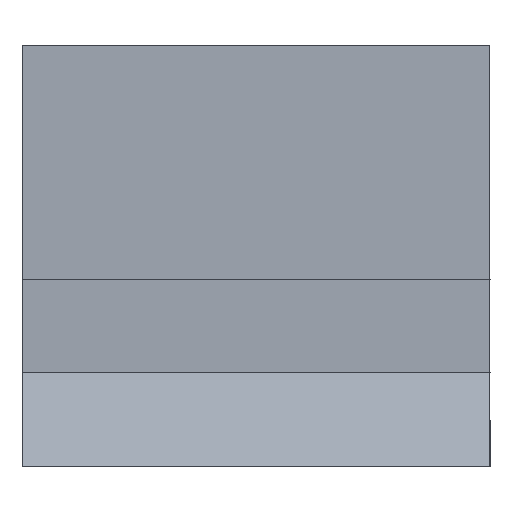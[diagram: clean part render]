
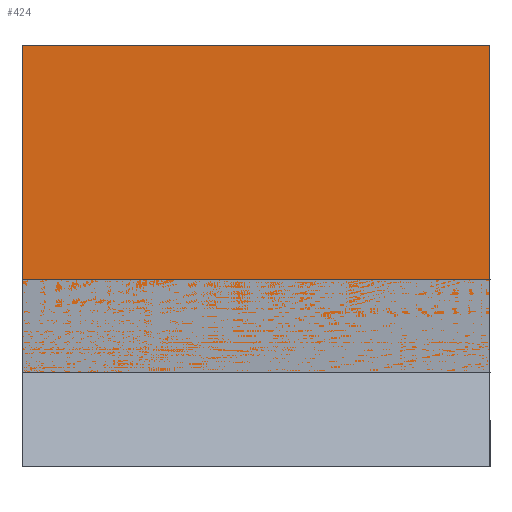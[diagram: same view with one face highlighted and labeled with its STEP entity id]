
A CAD part, left-side view. The second image highlights one B-rep face of the part: STEP entity #424.
In plain terms, the highlighted planar face has unit normal (-1, 0, 0).
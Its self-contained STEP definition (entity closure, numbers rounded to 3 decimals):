
#31=PLANE('',#472);
#70=LINE('',#672,#117);
#71=LINE('',#675,#118);
#72=LINE('',#677,#119);
#73=LINE('',#678,#120);
#117=VECTOR('',#557,10.);
#118=VECTOR('',#560,10.);
#119=VECTOR('',#561,10.);
#120=VECTOR('',#562,10.);
#153=FACE_OUTER_BOUND('',#181,.T.);
#181=EDGE_LOOP('',(#349,#350,#351,#352));
#220=VERTEX_POINT('',#668);
#221=VERTEX_POINT('',#670);
#222=VERTEX_POINT('',#674);
#223=VERTEX_POINT('',#676);
#267=EDGE_CURVE('',#220,#221,#70,.T.);
#268=EDGE_CURVE('',#220,#222,#71,.T.);
#269=EDGE_CURVE('',#223,#221,#72,.T.);
#270=EDGE_CURVE('',#222,#223,#73,.T.);
#349=ORIENTED_EDGE('',*,*,#268,.F.);
#350=ORIENTED_EDGE('',*,*,#267,.T.);
#351=ORIENTED_EDGE('',*,*,#269,.F.);
#352=ORIENTED_EDGE('',*,*,#270,.F.);
#424=ADVANCED_FACE('',(#153),#31,.T.);
#472=AXIS2_PLACEMENT_3D('',#673,#558,#559);
#557=DIRECTION('',(0.,0.,1.));
#558=DIRECTION('center_axis',(-1.,0.,0.));
#559=DIRECTION('ref_axis',(0.,-1.,0.));
#560=DIRECTION('',(0.,1.,0.));
#561=DIRECTION('',(0.,-1.,0.));
#562=DIRECTION('',(0.,0.,1.));
#668=CARTESIAN_POINT('',(10.,0.,0.));
#670=CARTESIAN_POINT('',(10.,0.,45.));
#672=CARTESIAN_POINT('',(10.,0.,0.));
#673=CARTESIAN_POINT('Origin',(10.,50.,0.));
#674=CARTESIAN_POINT('',(10.,50.,0.));
#675=CARTESIAN_POINT('',(10.,0.,0.));
#676=CARTESIAN_POINT('',(10.,50.,45.));
#677=CARTESIAN_POINT('',(10.,0.,45.));
#678=CARTESIAN_POINT('',(10.,50.,0.));
